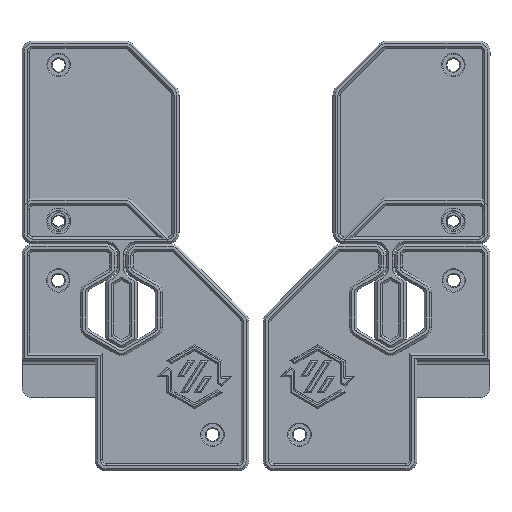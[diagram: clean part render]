
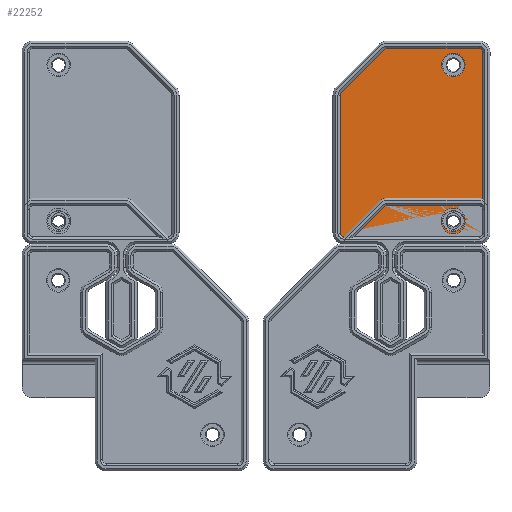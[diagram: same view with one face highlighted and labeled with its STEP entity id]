
A CAD part, top view. The second image highlights one B-rep face of the part: STEP entity #22252.
In plain terms, the highlighted face is planar.
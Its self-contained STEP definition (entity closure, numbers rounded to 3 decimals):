
#789=FACE_BOUND('',#3639,.T.);
#790=FACE_BOUND('',#3640,.T.);
#1189=PLANE('',#24106);
#2322=FACE_OUTER_BOUND('',#3638,.T.);
#3638=EDGE_LOOP('',(#18058,#18059,#18060,#18061,#18062,#18063,#18064,#18065,
#18066,#18067));
#3639=EDGE_LOOP('',(#18068));
#3640=EDGE_LOOP('',(#18069));
#5450=LINE('',#34778,#7984);
#5454=LINE('',#34790,#7988);
#5455=LINE('',#34793,#7989);
#5460=LINE('',#34806,#7994);
#5462=LINE('',#34810,#7996);
#7984=VECTOR('',#28197,10.);
#7988=VECTOR('',#28211,10.);
#7989=VECTOR('',#28214,10.);
#7994=VECTOR('',#28229,10.);
#7996=VECTOR('',#28233,10.);
#9814=CIRCLE('',#24067,1.);
#9815=CIRCLE('',#24069,1.);
#9816=CIRCLE('',#24073,1.);
#9817=CIRCLE('',#24075,1.);
#9818=CIRCLE('',#24079,1.);
#9836=CIRCLE('',#24101,3.2);
#9840=CIRCLE('',#24107,3.2);
#10931=VERTEX_POINT('',#34774);
#10932=VERTEX_POINT('',#34776);
#10933=VERTEX_POINT('',#34780);
#10934=VERTEX_POINT('',#34784);
#10935=VERTEX_POINT('',#34788);
#10936=VERTEX_POINT('',#34792);
#10937=VERTEX_POINT('',#34796);
#10938=VERTEX_POINT('',#34800);
#10939=VERTEX_POINT('',#34804);
#10940=VERTEX_POINT('',#34808);
#10969=VERTEX_POINT('',#34876);
#10973=VERTEX_POINT('',#34888);
#13436=EDGE_CURVE('',#10931,#10932,#5450,.T.);
#13438=EDGE_CURVE('',#10933,#10932,#9814,.T.);
#13440=EDGE_CURVE('',#10931,#10934,#9815,.T.);
#13442=EDGE_CURVE('',#10933,#10935,#5454,.F.);
#13443=EDGE_CURVE('',#10936,#10934,#5455,.T.);
#13446=EDGE_CURVE('',#10937,#10935,#9816,.T.);
#13448=EDGE_CURVE('',#10936,#10938,#9817,.T.);
#13450=EDGE_CURVE('',#10937,#10939,#5460,.F.);
#13452=EDGE_CURVE('',#10940,#10938,#5462,.F.);
#13453=EDGE_CURVE('',#10940,#10939,#9818,.T.);
#13485=EDGE_CURVE('',#10969,#10969,#9836,.T.);
#13491=EDGE_CURVE('',#10973,#10973,#9840,.T.);
#18058=ORIENTED_EDGE('',*,*,#13448,.F.);
#18059=ORIENTED_EDGE('',*,*,#13443,.T.);
#18060=ORIENTED_EDGE('',*,*,#13440,.F.);
#18061=ORIENTED_EDGE('',*,*,#13436,.T.);
#18062=ORIENTED_EDGE('',*,*,#13438,.F.);
#18063=ORIENTED_EDGE('',*,*,#13442,.T.);
#18064=ORIENTED_EDGE('',*,*,#13446,.F.);
#18065=ORIENTED_EDGE('',*,*,#13450,.T.);
#18066=ORIENTED_EDGE('',*,*,#13453,.F.);
#18067=ORIENTED_EDGE('',*,*,#13452,.T.);
#18068=ORIENTED_EDGE('',*,*,#13491,.T.);
#18069=ORIENTED_EDGE('',*,*,#13485,.T.);
#22252=ADVANCED_FACE('',(#2322,#789,#790),#1189,.T.);
#24067=AXIS2_PLACEMENT_3D('',#34782,#28201,#28202);
#24069=AXIS2_PLACEMENT_3D('',#34786,#28206,#28207);
#24073=AXIS2_PLACEMENT_3D('',#34798,#28219,#28220);
#24075=AXIS2_PLACEMENT_3D('',#34802,#28224,#28225);
#24079=AXIS2_PLACEMENT_3D('',#34812,#28236,#28237);
#24101=AXIS2_PLACEMENT_3D('',#34877,#28294,#28295);
#24106=AXIS2_PLACEMENT_3D('',#34887,#28306,#28307);
#24107=AXIS2_PLACEMENT_3D('',#34889,#28308,#28309);
#28197=DIRECTION('',(-1.,0.,0.));
#28201=DIRECTION('center_axis',(0.,0.,
1.));
#28202=DIRECTION('ref_axis',(-0.707,-0.707,0.));
#28206=DIRECTION('center_axis',(0.,0.,
1.));
#28207=DIRECTION('ref_axis',(0.707,-0.707,0.));
#28211=DIRECTION('',(0.,-1.,0.));
#28214=DIRECTION('',(0.,-1.,0.));
#28219=DIRECTION('center_axis',(0.,0.,
1.));
#28220=DIRECTION('ref_axis',(-0.707,0.707,0.));
#28224=DIRECTION('center_axis',(0.,0.,
1.));
#28225=DIRECTION('ref_axis',(0.924,0.383,0.));
#28229=DIRECTION('',(-1.,0.,0.));
#28233=DIRECTION('',(-0.707,0.707,0.));
#28236=DIRECTION('center_axis',(0.,0.,
1.));
#28237=DIRECTION('ref_axis',(0.383,0.924,0.));
#28294=DIRECTION('center_axis',(0.,0.,
1.));
#28295=DIRECTION('ref_axis',(-1.,0.,0.));
#28306=DIRECTION('center_axis',(0.,0.,
-1.));
#28307=DIRECTION('ref_axis',(-1.,0.,0.));
#28308=DIRECTION('center_axis',(0.,0.,
1.));
#28309=DIRECTION('ref_axis',(-1.,0.,0.));
#34774=CARTESIAN_POINT('',(38.289,2.,-4.499));
#34776=CARTESIAN_POINT('',(1.315,2.,-4.499));
#34778=CARTESIAN_POINT('',(23.862,2.,-4.499));
#34780=CARTESIAN_POINT('',(0.315,3.,-4.499));
#34782=CARTESIAN_POINT('Origin',(1.315,3.,-4.499));
#34784=CARTESIAN_POINT('',(39.289,3.,-4.499));
#34786=CARTESIAN_POINT('Origin',(38.289,3.,-4.499));
#34788=CARTESIAN_POINT('',(0.315,52.545,-4.499));
#34790=CARTESIAN_POINT('',(0.315,43.624,-4.499));
#34792=CARTESIAN_POINT('',(39.289,40.758,-4.499));
#34793=CARTESIAN_POINT('',(39.289,40.124,-4.499));
#34796=CARTESIAN_POINT('',(1.315,53.545,-4.499));
#34798=CARTESIAN_POINT('Origin',(1.315,52.545,-4.499));
#34800=CARTESIAN_POINT('',(38.997,41.465,-4.499));
#34802=CARTESIAN_POINT('Origin',(38.289,40.758,-4.499));
#34804=CARTESIAN_POINT('',(26.502,53.545,-4.499));
#34806=CARTESIAN_POINT('',(22.496,53.545,-4.499));
#34808=CARTESIAN_POINT('',(27.209,53.252,-4.499));
#34810=CARTESIAN_POINT('',(34.371,46.09,-4.499));
#34812=CARTESIAN_POINT('Origin',(26.502,52.545,-4.499));
#34876=CARTESIAN_POINT('',(11.55,6.62,-4.499));
#34877=CARTESIAN_POINT('Origin',(8.35,6.62,-4.499));
#34887=CARTESIAN_POINT('Origin',(19.025,35.248,-4.499));
#34888=CARTESIAN_POINT('',(11.55,49.,-4.499));
#34889=CARTESIAN_POINT('Origin',(8.35,49.,-4.499));
